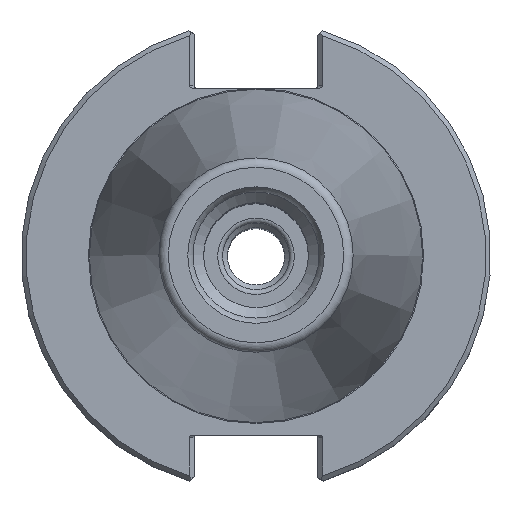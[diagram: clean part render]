
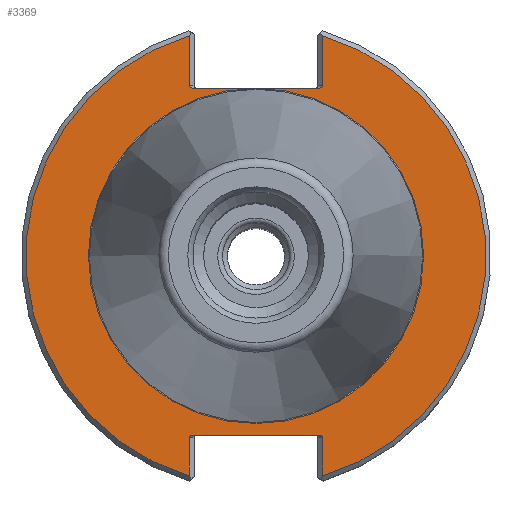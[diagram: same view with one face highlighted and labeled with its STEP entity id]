
A CAD part, top view. The second image highlights one B-rep face of the part: STEP entity #3369.
In plain terms, the highlighted planar face has unit normal (0, 0, 1).
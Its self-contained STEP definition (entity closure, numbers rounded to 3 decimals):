
#27=ELLIPSE('',#3566,0.707,0.5);
#28=ELLIPSE('',#3568,0.707,0.5);
#36=ELLIPSE('',#3596,0.707,0.5);
#37=ELLIPSE('',#3598,0.707,0.5);
#79=LINE('',#5041,#152);
#80=LINE('',#5050,#153);
#85=LINE('',#5069,#158);
#86=LINE('',#5078,#159);
#96=LINE('',#5112,#169);
#107=LINE('',#5159,#180);
#152=VECTOR('',#4004,1000.);
#153=VECTOR('',#4011,1000.);
#158=VECTOR('',#4026,1000.);
#159=VECTOR('',#4033,1000.);
#169=VECTOR('',#4059,1000.);
#180=VECTOR('',#4104,1000.);
#294=PLANE('',#3597);
#769=ORIENTED_EDGE('',*,*,#1130,.T.);
#770=ORIENTED_EDGE('',*,*,#1128,.T.);
#771=ORIENTED_EDGE('',*,*,#1124,.T.);
#772=ORIENTED_EDGE('',*,*,#1145,.F.);
#773=ORIENTED_EDGE('',*,*,#1122,.T.);
#774=ORIENTED_EDGE('',*,*,#1120,.T.);
#775=ORIENTED_EDGE('',*,*,#1118,.T.);
#776=ORIENTED_EDGE('',*,*,#1117,.T.);
#777=ORIENTED_EDGE('',*,*,#1164,.T.);
#778=ORIENTED_EDGE('',*,*,#1166,.F.);
#779=ORIENTED_EDGE('',*,*,#1167,.T.);
#780=ORIENTED_EDGE('',*,*,#1131,.T.);
#781=ORIENTED_EDGE('',*,*,#1114,.F.);
#1114=EDGE_CURVE('',#1362,#1362,#1511,.T.);
#1117=EDGE_CURVE('',#1363,#1364,#79,.T.);
#1118=EDGE_CURVE('',#1365,#1363,#1512,.T.);
#1120=EDGE_CURVE('',#1366,#1365,#80,.T.);
#1122=EDGE_CURVE('',#1367,#1366,#27,.F.);
#1124=EDGE_CURVE('',#1368,#1369,#28,.F.);
#1128=EDGE_CURVE('',#1370,#1368,#85,.T.);
#1130=EDGE_CURVE('',#1371,#1370,#1513,.T.);
#1131=EDGE_CURVE('',#1372,#1371,#86,.T.);
#1145=EDGE_CURVE('',#1367,#1369,#96,.T.);
#1164=EDGE_CURVE('',#1364,#1390,#36,.F.);
#1166=EDGE_CURVE('',#1391,#1390,#107,.T.);
#1167=EDGE_CURVE('',#1391,#1372,#37,.F.);
#1362=VERTEX_POINT('',#5032);
#1363=VERTEX_POINT('',#5038);
#1364=VERTEX_POINT('',#5040);
#1365=VERTEX_POINT('',#5044);
#1366=VERTEX_POINT('',#5051);
#1367=VERTEX_POINT('',#5055);
#1368=VERTEX_POINT('',#5059);
#1369=VERTEX_POINT('',#5060);
#1370=VERTEX_POINT('',#5068);
#1371=VERTEX_POINT('',#5075);
#1372=VERTEX_POINT('',#5079);
#1390=VERTEX_POINT('',#5156);
#1391=VERTEX_POINT('',#5160);
#1511=CIRCLE('',#3560,35.118);
#1512=CIRCLE('',#3563,48.21);
#1513=CIRCLE('',#3571,48.21);
#1696=EDGE_LOOP('',(#769,#770,#771,#772,#773,#774,#775,#776,#777,#778,#779,
#780));
#1697=EDGE_LOOP('',(#781));
#1958=FACE_BOUND('',#1696,.T.);
#1959=FACE_BOUND('',#1697,.T.);
#3369=ADVANCED_FACE('',(#1958,#1959),#294,.T.);
#3560=AXIS2_PLACEMENT_3D('',#5031,#3999,#4000);
#3563=AXIS2_PLACEMENT_3D('',#5043,#4007,#4008);
#3566=AXIS2_PLACEMENT_3D('',#5054,#4015,#4016);
#3568=AXIS2_PLACEMENT_3D('',#5058,#4020,#4021);
#3571=AXIS2_PLACEMENT_3D('',#5076,#4029,#4030);
#3596=AXIS2_PLACEMENT_3D('',#5155,#4099,#4100);
#3597=AXIS2_PLACEMENT_3D('',#5158,#4102,#4103);
#3598=AXIS2_PLACEMENT_3D('',#5161,#4105,#4106);
#3999=DIRECTION('',(0.,0.,1.));
#4000=DIRECTION('',(1.,0.,0.));
#4004=DIRECTION('',(0.,-1.,0.));
#4007=DIRECTION('',(0.,0.,1.));
#4008=DIRECTION('',(1.,0.,0.));
#4011=DIRECTION('',(0.,-1.,0.));
#4015=DIRECTION('',(0.,0.,1.));
#4016=DIRECTION('',(1.,0.,0.));
#4020=DIRECTION('',(0.,0.,1.));
#4021=DIRECTION('',(1.,0.,0.));
#4026=DIRECTION('',(0.,1.,0.));
#4029=DIRECTION('',(0.,0.,1.));
#4030=DIRECTION('',(1.,0.,0.));
#4033=DIRECTION('',(0.,1.,0.));
#4059=DIRECTION('',(-1.,0.,0.));
#4099=DIRECTION('',(0.,0.,1.));
#4100=DIRECTION('',(-1.,0.,0.));
#4102=DIRECTION('',(0.,0.,1.));
#4103=DIRECTION('',(1.,0.,0.));
#4104=DIRECTION('',(1.,0.,0.));
#4105=DIRECTION('',(0.,0.,1.));
#4106=DIRECTION('',(-1.,0.,0.));
#5031=CARTESIAN_POINT('',(0.,0.,-3.17));
#5032=CARTESIAN_POINT('',(35.118,0.,-3.17));
#5038=CARTESIAN_POINT('',(13.955,46.146,-3.17));
#5040=CARTESIAN_POINT('',(13.955,35.66,-3.17));
#5041=CARTESIAN_POINT('',(13.955,35.16,-3.17));
#5043=CARTESIAN_POINT('',(0.,0.,-3.17));
#5044=CARTESIAN_POINT('',(13.955,-46.146,-3.17));
#5050=CARTESIAN_POINT('',(13.955,-47.619,-3.17));
#5051=CARTESIAN_POINT('',(13.955,-38.07,-3.17));
#5054=CARTESIAN_POINT('',(13.248,-38.07,-3.17));
#5055=CARTESIAN_POINT('',(13.248,-37.57,-3.17));
#5058=CARTESIAN_POINT('',(-13.248,-38.07,-3.17));
#5059=CARTESIAN_POINT('',(-13.955,-38.07,-3.17));
#5060=CARTESIAN_POINT('',(-13.248,-37.57,-3.17));
#5068=CARTESIAN_POINT('',(-13.955,-46.146,-3.17));
#5069=CARTESIAN_POINT('',(-13.955,-37.57,-3.17));
#5075=CARTESIAN_POINT('',(-13.955,46.146,-3.17));
#5076=CARTESIAN_POINT('',(0.,0.,-3.17));
#5078=CARTESIAN_POINT('',(-13.955,47.619,-3.17));
#5079=CARTESIAN_POINT('',(-13.955,35.66,-3.17));
#5112=CARTESIAN_POINT('',(12.955,-37.57,-3.17));
#5155=CARTESIAN_POINT('',(13.248,35.66,-3.17));
#5156=CARTESIAN_POINT('',(13.248,35.16,-3.17));
#5158=CARTESIAN_POINT('',(35.118,0.,-3.17));
#5159=CARTESIAN_POINT('',(-12.955,35.16,-3.17));
#5160=CARTESIAN_POINT('',(-13.248,35.16,-3.17));
#5161=CARTESIAN_POINT('',(-13.248,35.66,-3.17));
